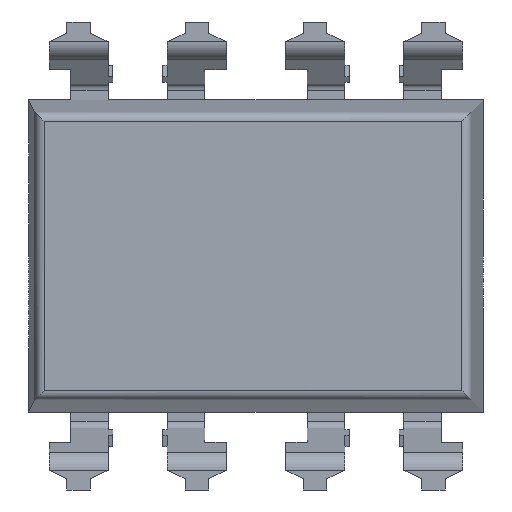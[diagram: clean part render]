
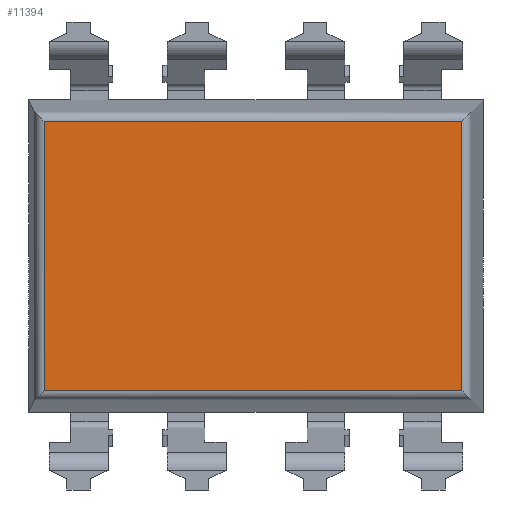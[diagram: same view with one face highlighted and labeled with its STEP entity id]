
A CAD part, front view. The second image highlights one B-rep face of the part: STEP entity #11394.
In plain terms, the highlighted planar face has unit normal (0, -1, 0).
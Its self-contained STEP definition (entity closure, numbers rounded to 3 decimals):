
#89 = DIRECTION ( 'NONE',  ( -1., 0., 0. ) ) ;
#236 = AXIS2_PLACEMENT_3D ( 'NONE', #10785, #13103, #11736 ) ;
#832 = VERTEX_POINT ( 'NONE', #4209 ) ;
#1876 = EDGE_CURVE ( 'NONE', #5753, #7424, #12920, .T. ) ;
#1923 = DIRECTION ( 'NONE',  ( -1., 0., 0. ) ) ;
#2179 = VECTOR ( 'NONE', #89, 1000. ) ;
#2588 = ORIENTED_EDGE ( 'NONE', *, *, #7440, .F. ) ;
#3141 = ORIENTED_EDGE ( 'NONE', *, *, #14857, .T. ) ;
#3163 = VECTOR ( 'NONE', #6912, 1000. ) ;
#3167 = CARTESIAN_POINT ( 'NONE',  ( -4.547, 0.7, -2.891 ) ) ;
#3366 = VERTEX_POINT ( 'NONE', #14315 ) ;
#3395 = ORIENTED_EDGE ( 'NONE', *, *, #1876, .F. ) ;
#4209 = CARTESIAN_POINT ( 'NONE',  ( 4.416, 0.7, 2.891 ) ) ;
#4506 = LINE ( 'NONE', #6643, #10059 ) ;
#5753 = VERTEX_POINT ( 'NONE', #10419 ) ;
#5939 = CARTESIAN_POINT ( 'NONE',  ( 4.875, 0.7, 2.891 ) ) ;
#6208 = PLANE ( 'NONE',  #236 ) ;
#6643 = CARTESIAN_POINT ( 'NONE',  ( -4.547, 0.7, -5.025 ) ) ;
#6912 = DIRECTION ( 'NONE',  ( 0., 0., 1. ) ) ;
#7424 = VERTEX_POINT ( 'NONE', #3167 ) ;
#7440 = EDGE_CURVE ( 'NONE', #7424, #3366, #4506, .T. ) ;
#9215 = FACE_OUTER_BOUND ( 'NONE', #12330, .T. ) ;
#9356 = VECTOR ( 'NONE', #1923, 1000. ) ;
#10059 = VECTOR ( 'NONE', #14646, 1000. ) ;
#10283 = CARTESIAN_POINT ( 'NONE',  ( 4.416, 0.7, -5.025 ) ) ;
#10419 = CARTESIAN_POINT ( 'NONE',  ( 4.416, 0.7, -2.891 ) ) ;
#10785 = CARTESIAN_POINT ( 'NONE',  ( 4.875, 0.7, 0. ) ) ;
#11301 = ORIENTED_EDGE ( 'NONE', *, *, #13263, .T. ) ;
#11394 = ADVANCED_FACE ( 'NONE', ( #9215 ), #6208, .T. ) ;
#11736 = DIRECTION ( 'NONE',  ( 0., 0., -1. ) ) ;
#12330 = EDGE_LOOP ( 'NONE', ( #3395, #3141, #11301, #2588 ) ) ;
#12920 = LINE ( 'NONE', #13357, #9356 ) ;
#13103 = DIRECTION ( 'NONE',  ( 0., -1., 0. ) ) ;
#13263 = EDGE_CURVE ( 'NONE', #832, #3366, #13290, .T. ) ;
#13290 = LINE ( 'NONE', #5939, #2179 ) ;
#13357 = CARTESIAN_POINT ( 'NONE',  ( 4.875, 0.7, -2.891 ) ) ;
#13542 = LINE ( 'NONE', #10283, #3163 ) ;
#14315 = CARTESIAN_POINT ( 'NONE',  ( -4.547, 0.7, 2.891 ) ) ;
#14646 = DIRECTION ( 'NONE',  ( 0., 0., 1. ) ) ;
#14857 = EDGE_CURVE ( 'NONE', #5753, #832, #13542, .T. ) ;
